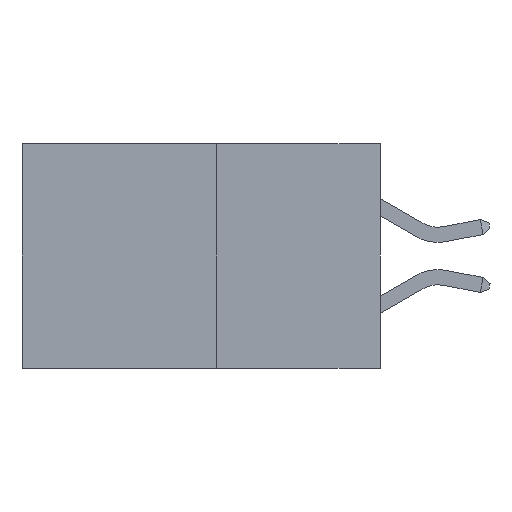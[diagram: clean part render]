
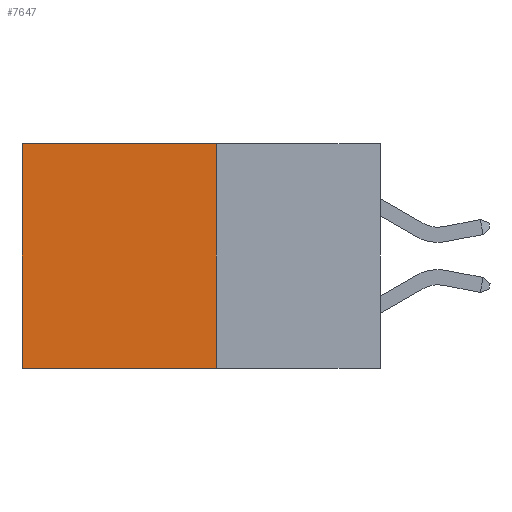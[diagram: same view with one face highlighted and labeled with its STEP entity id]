
A CAD part, left-side view. The second image highlights one B-rep face of the part: STEP entity #7647.
In plain terms, the highlighted planar face has unit normal (-1, 0, 0).
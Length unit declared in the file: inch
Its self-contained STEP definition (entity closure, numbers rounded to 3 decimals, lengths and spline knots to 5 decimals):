
#423 = ORIENTED_EDGE ( 'NONE', *, *, #3584, .F. ) ;
#847 = VERTEX_POINT ( 'NONE', #2868 ) ;
#1012 = VECTOR ( 'NONE', #7578, 39.37008 ) ;
#1244 = LINE ( 'NONE', #3552, #3211 ) ;
#1276 = CARTESIAN_POINT ( 'NONE',  ( 0.277, 0.59, -0.37 ) ) ;
#1657 = EDGE_CURVE ( 'NONE', #8747, #847, #8533, .T. ) ;
#2480 = PLANE ( 'NONE',  #7495 ) ;
#2868 = CARTESIAN_POINT ( 'NONE',  ( 0.277, 0.59, 0. ) ) ;
#3211 = VECTOR ( 'NONE', #3485, 39.37008 ) ;
#3305 = ORIENTED_EDGE ( 'NONE', *, *, #1657, .T. ) ;
#3315 = DIRECTION ( 'NONE',  ( 1., 0., 0. ) ) ;
#3485 = DIRECTION ( 'NONE',  ( 0., 0., -1. ) ) ;
#3519 = CARTESIAN_POINT ( 'NONE',  ( 0.277, 0.27, -0.37 ) ) ;
#3552 = CARTESIAN_POINT ( 'NONE',  ( 0.277, 0.27, -0.37 ) ) ;
#3584 = EDGE_CURVE ( 'NONE', #8747, #6651, #1244, .T. ) ;
#3878 = VERTEX_POINT ( 'NONE', #1276 ) ;
#5248 = CARTESIAN_POINT ( 'NONE',  ( 0.277, 0.27, 0. ) ) ;
#5289 = DIRECTION ( 'NONE',  ( 0., 1., 0. ) ) ;
#5922 = CARTESIAN_POINT ( 'NONE',  ( 0.277, 0.59, -0.37 ) ) ;
#6617 = VECTOR ( 'NONE', #5289, 39.37008 ) ;
#6651 = VERTEX_POINT ( 'NONE', #8471 ) ;
#7070 = EDGE_CURVE ( 'NONE', #847, #3878, #7634, .T. ) ;
#7415 = CARTESIAN_POINT ( 'NONE',  ( 0.277, 0.27, -0.37 ) ) ;
#7495 = AXIS2_PLACEMENT_3D ( 'NONE', #7415, #3315, #9074 ) ;
#7578 = DIRECTION ( 'NONE',  ( 0., 0., -1. ) ) ;
#7634 = LINE ( 'NONE', #5922, #1012 ) ;
#7647 = ADVANCED_FACE ( 'NONE', ( #8503 ), #2480, .F. ) ;
#7695 = LINE ( 'NONE', #3519, #9098 ) ;
#8120 = CARTESIAN_POINT ( 'NONE',  ( 0.277, 0.27, 0. ) ) ;
#8471 = CARTESIAN_POINT ( 'NONE',  ( 0.277, 0.27, -0.37 ) ) ;
#8503 = FACE_OUTER_BOUND ( 'NONE', #9133, .T. ) ;
#8533 = LINE ( 'NONE', #5248, #6617 ) ;
#8747 = VERTEX_POINT ( 'NONE', #8120 ) ;
#8779 = ORIENTED_EDGE ( 'NONE', *, *, #7070, .T. ) ;
#9074 = DIRECTION ( 'NONE',  ( 0., 0., -1. ) ) ;
#9098 = VECTOR ( 'NONE', #9290, 39.37008 ) ;
#9133 = EDGE_LOOP ( 'NONE', ( #8779, #9182, #423, #3305 ) ) ;
#9182 = ORIENTED_EDGE ( 'NONE', *, *, #9692, .F. ) ;
#9290 = DIRECTION ( 'NONE',  ( 0., 1., 0. ) ) ;
#9692 = EDGE_CURVE ( 'NONE', #6651, #3878, #7695, .T. ) ;
